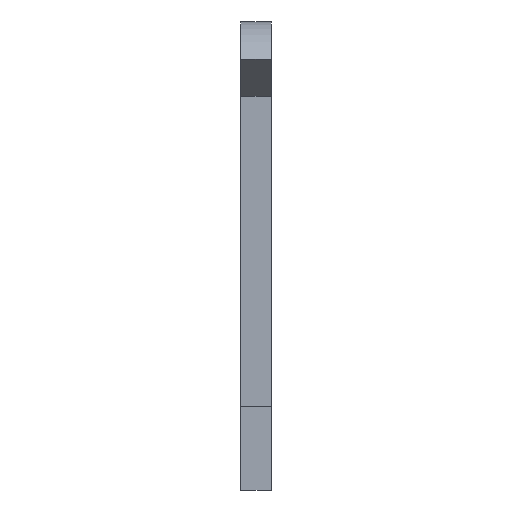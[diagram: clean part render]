
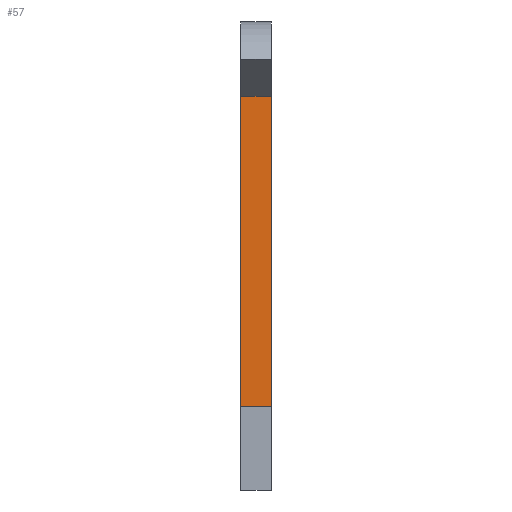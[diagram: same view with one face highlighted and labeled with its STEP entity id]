
A CAD part, left-side view. The second image highlights one B-rep face of the part: STEP entity #57.
In plain terms, the highlighted planar face has unit normal (-1, 0, 0).
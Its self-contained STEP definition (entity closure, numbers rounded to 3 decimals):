
#1 = CARTESIAN_POINT ( 'NONE',  ( -13., 0., -8.6 ) ) ;
#12 = CARTESIAN_POINT ( 'NONE',  ( -13., 2., -8.6 ) ) ;
#57 = ADVANCED_FACE ( 'NONE', ( #356 ), #627, .F. ) ;
#60 = VERTEX_POINT ( 'NONE', #163 ) ;
#77 = VECTOR ( 'NONE', #722, 1000. ) ;
#153 = ORIENTED_EDGE ( 'NONE', *, *, #610, .F. ) ;
#163 = CARTESIAN_POINT ( 'NONE',  ( -13., 2., -8.6 ) ) ;
#181 = LINE ( 'NONE', #452, #77 ) ;
#184 = CARTESIAN_POINT ( 'NONE',  ( -13., 2., -8.6 ) ) ;
#207 = ORIENTED_EDGE ( 'NONE', *, *, #235, .T. ) ;
#222 = VERTEX_POINT ( 'NONE', #1 ) ;
#232 = AXIS2_PLACEMENT_3D ( 'NONE', #12, #292, #562 ) ;
#235 = EDGE_CURVE ( 'NONE', #222, #317, #389, .T. ) ;
#243 = EDGE_CURVE ( 'NONE', #759, #317, #346, .T. ) ;
#276 = VECTOR ( 'NONE', #282, 1000. ) ;
#282 = DIRECTION ( 'NONE',  ( 0., -1., 0. ) ) ;
#292 = DIRECTION ( 'NONE',  ( 1., 0., 0. ) ) ;
#306 = DIRECTION ( 'NONE',  ( 0., -1., 0. ) ) ;
#317 = VERTEX_POINT ( 'NONE', #809 ) ;
#346 = LINE ( 'NONE', #793, #276 ) ;
#356 = FACE_OUTER_BOUND ( 'NONE', #379, .T. ) ;
#379 = EDGE_LOOP ( 'NONE', ( #207, #577, #153, #806 ) ) ;
#389 = LINE ( 'NONE', #788, #659 ) ;
#452 = CARTESIAN_POINT ( 'NONE',  ( -13., 2., -8.6 ) ) ;
#542 = EDGE_CURVE ( 'NONE', #60, #222, #860, .T. ) ;
#562 = DIRECTION ( 'NONE',  ( 0., 0., -1. ) ) ;
#577 = ORIENTED_EDGE ( 'NONE', *, *, #243, .F. ) ;
#607 = CARTESIAN_POINT ( 'NONE',  ( -13., 2., 11.5 ) ) ;
#610 = EDGE_CURVE ( 'NONE', #60, #759, #181, .T. ) ;
#627 = PLANE ( 'NONE',  #232 ) ;
#659 = VECTOR ( 'NONE', #858, 1000. ) ;
#722 = DIRECTION ( 'NONE',  ( 0., 0., 1. ) ) ;
#731 = VECTOR ( 'NONE', #306, 1000. ) ;
#759 = VERTEX_POINT ( 'NONE', #607 ) ;
#788 = CARTESIAN_POINT ( 'NONE',  ( -13., 0., -8.6 ) ) ;
#793 = CARTESIAN_POINT ( 'NONE',  ( -13., 2., 11.5 ) ) ;
#806 = ORIENTED_EDGE ( 'NONE', *, *, #542, .T. ) ;
#809 = CARTESIAN_POINT ( 'NONE',  ( -13., 0., 11.5 ) ) ;
#858 = DIRECTION ( 'NONE',  ( 0., 0., 1. ) ) ;
#860 = LINE ( 'NONE', #184, #731 ) ;
